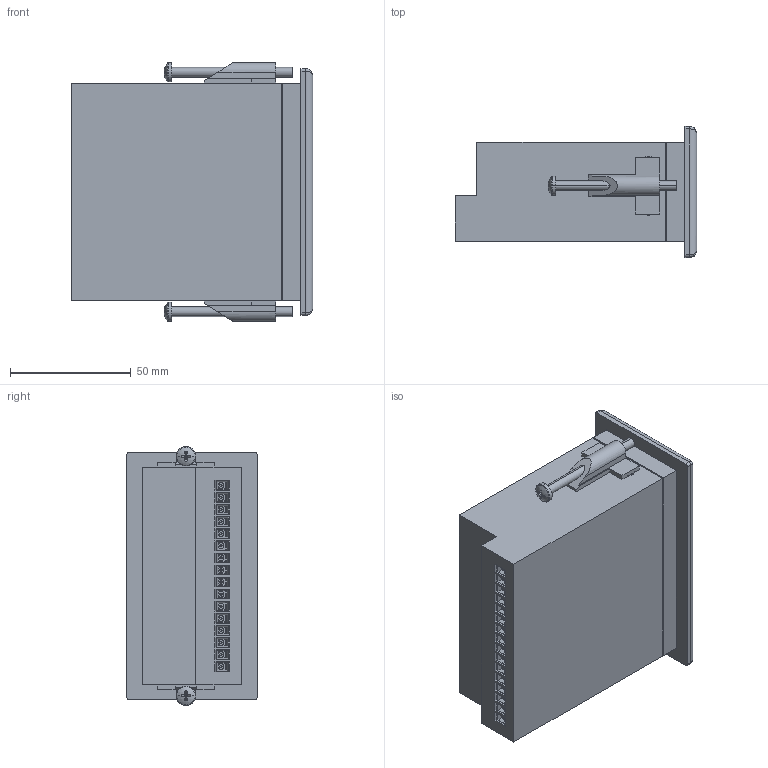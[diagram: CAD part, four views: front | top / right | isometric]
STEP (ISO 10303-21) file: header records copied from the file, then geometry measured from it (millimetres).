
FILE_DESCRIPTION (( 'STEP AP214' ), '1' );
FILE_NAME ('3D ìîäåëü ÒÐÌ212-Ù2.ÕÕ.STEP', '2015-08-12T07:28:12', ( 'adm' ), ( 'owen' ), 'SwSTEP 2.0', 'SolidWorks 2013', '' );
FILE_SCHEMA (( 'AUTOMOTIVE_DESIGN' ));
Length unit declared in the file: millimetre
Products named in the file (9): Óïëîòíèòåëü; TRM212_001F03M; 鏢鵿櫡 膹樦擨鴀鍒; 抔樦憵; Pan Cross Head_AM4_50_B18.6.7M - M4 x 0.7 x 40 Type I Cross Recessed PHMS --40N; ﾇ琥韲; Èçìåðèòåëü ÒÐÌ212-Ù2 çàä; Èçìåðèòåëü ÒÐÌ212-Ù2 ïåðåä; 3D ìîäåëü ÒÐÌ212-Ù2.ÕÕ
Assembly tree (25 placements, depth 3):
  3D ìîäåëü ÒÐÌ212-Ù2.ÕÕ
    TRM212_001F03M
    鏢鵿櫡 膹樦擨鴀鍒
      抔樦憵  x16
    ﾇ琥韲  x2
    Èçìåðèòåëü ÒÐÌ212-Ù2 çàä
    Pan Cross Head_AM4_50_B18.6.7M - M4 x 0.7 x 40 Type I Cross Recessed PHMS --40N  x2
    Óïëîòíèòåëü
    Èçìåðèòåëü ÒÐÌ212-Ù2 ïåðåä
Bounding box: 100 x 54 x 107 mm (x, y, z)
Volume: 82083.1 mm3; surface area: 96196 mm2
Topology: 25 solids, 25 shells, 2089 faces, 5301 edges, 3498 vertices
Faces by surface type: plane 1469, bspline 334, cylinder 278, torus 4, sphere 4
Entity records: 56159 total; most frequent: CARTESIAN_POINT 11900, ORIENTED_EDGE 7236, DIRECTION 5228, EDGE_CURVE 3618, LINE 2784, VECTOR 2784, VERTEX_POINT 2402, EDGE_LOOP 1574
